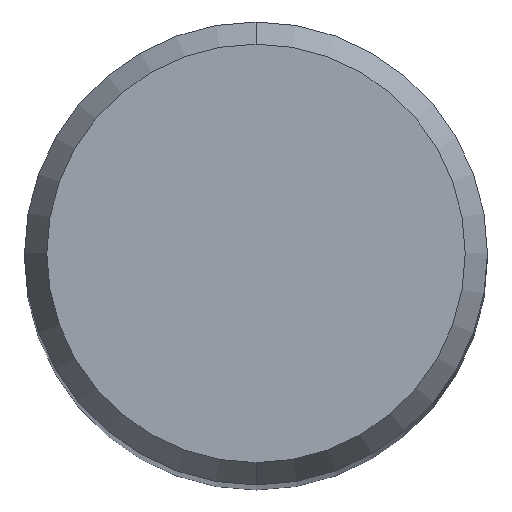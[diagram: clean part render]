
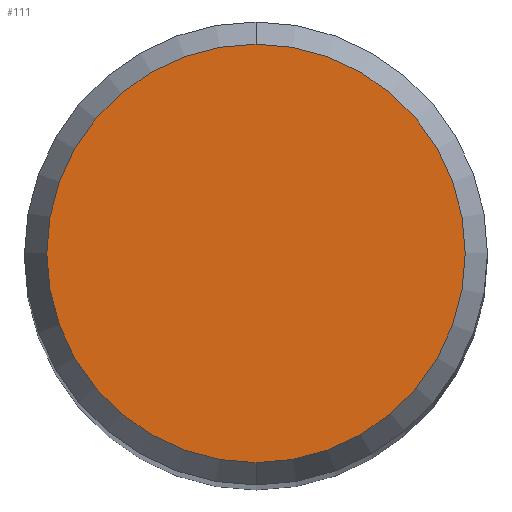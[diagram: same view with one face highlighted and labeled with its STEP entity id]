
A CAD part, top view. The second image highlights one B-rep face of the part: STEP entity #111.
In plain terms, the highlighted planar face has unit normal (0, 0, 1).
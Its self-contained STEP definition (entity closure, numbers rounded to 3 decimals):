
#111=ADVANCED_FACE('',(#266),#267,.T.);
#169=EDGE_CURVE('',#195,#173,#332,.T.);
#173=VERTEX_POINT('',#336);
#177=EDGE_CURVE('',#173,#195,#340,.T.);
#195=VERTEX_POINT('',#359);
#266=FACE_OUTER_BOUND('',#428,.T.);
#267=PLANE('',#429);
#332=CIRCLE('',#513,2.158);
#336=CARTESIAN_POINT('',(0.,-2.158,0.));
#340=CIRCLE('',#522,2.158);
#359=CARTESIAN_POINT('',(0.0,2.158,0.));
#428=EDGE_LOOP('',(#636,#637));
#429=AXIS2_PLACEMENT_3D('',#638,#639,#640);
#513=AXIS2_PLACEMENT_3D('',#728,#729,#730);
#522=AXIS2_PLACEMENT_3D('',#735,#736,#737);
#636=ORIENTED_EDGE('',*,*,#169,.F.);
#637=ORIENTED_EDGE('',*,*,#177,.F.);
#638=CARTESIAN_POINT('',(0.0,1.079,0.));
#639=DIRECTION('',(-0.0,0.0,1.0));
#640=DIRECTION('',(0.0,-1.0,0.0));
#728=CARTESIAN_POINT('',(0.0,0.0,0.));
#729=DIRECTION('',(0.0,0.0,-1.0));
#730=DIRECTION('',(0.0,1.0,0.0));
#735=CARTESIAN_POINT('',(0.0,0.0,0.));
#736=DIRECTION('',(0.0,0.0,-1.0));
#737=DIRECTION('',(0.0,1.0,0.0));
